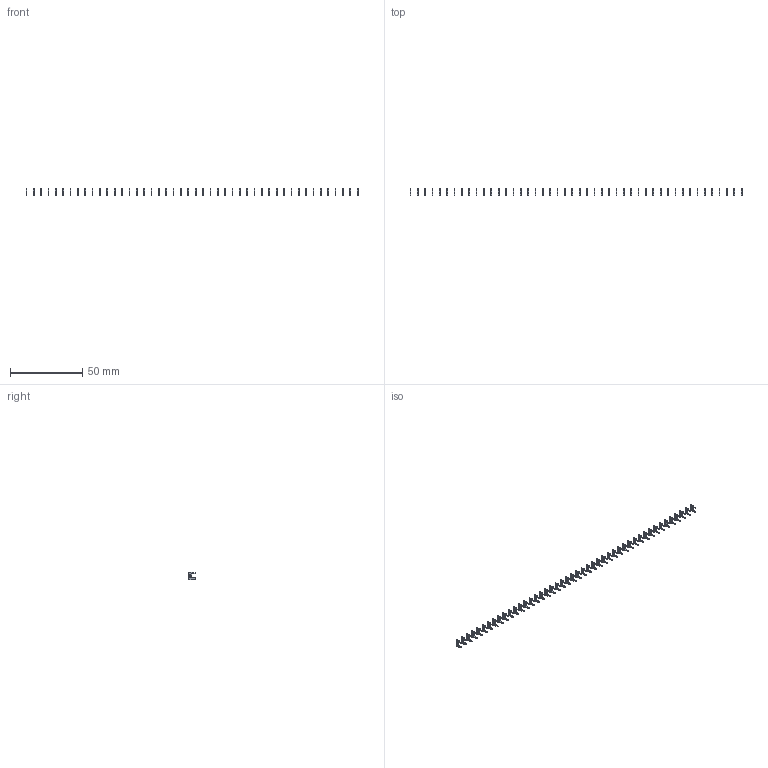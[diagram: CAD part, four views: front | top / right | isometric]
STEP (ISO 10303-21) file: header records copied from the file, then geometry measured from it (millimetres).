
FILE_DESCRIPTION (( 'STEP AP203' ), '1' );
FILE_NAME ('105-046-208-200.STEP', '2020-04-08T00:15:35', ( '' ), ( '' ), 'SwSTEP 2.0', 'SolidWorks 2016', '' );
FILE_SCHEMA (( 'CONFIG_CONTROL_DESIGN' ));
Length unit declared in the file: inch
Products named in the file (2): 105-046-208-200; 100-290-001_100-290-208
Assembly tree (46 placements, depth 2):
  105-046-208-200
    100-290-001_100-290-208  x46
Bounding box: 229.11 x 4.82 x 5.17 mm (x, y, z)
Volume: 316.5 mm3; surface area: 1954.8 mm2
Topology: 46 solids, 46 shells, 1150 faces, 3174 edges, 2116 vertices
Faces by surface type: plane 1012, cylinder 138
Entity records: 2429 total; most frequent: DIRECTION 223, CARTESIAN_POINT 189, ORIENTED_EDGE 138, CALENDAR_DATE 102, DATE_AND_TIME 102, LOCAL_TIME 102, COORDINATED_UNIVERSAL_TIME_OFFSET 102, AXIS2_PLACEMENT_3D 80
